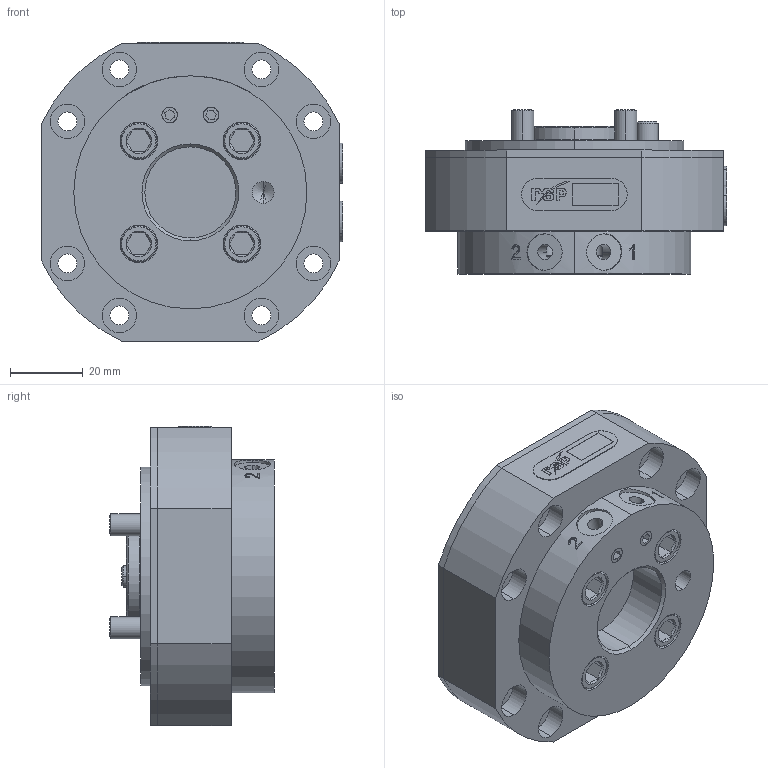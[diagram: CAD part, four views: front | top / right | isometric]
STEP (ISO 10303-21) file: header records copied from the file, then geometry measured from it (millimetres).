
FILE_DESCRIPTION (( 'STEP AP214' ), '1' );
FILE_NAME ('P0110B.STEP', '2024-09-26T09:46:18', ( '' ), ( '' ), 'SwSTEP 2.0', 'SolidWorks 2024', '' );
FILE_SCHEMA (( 'AUTOMOTIVE_DESIGN' ));
Length unit declared in the file: millimetre
Products named in the file (1): P0110B
Bounding box: 82.9 x 45.1 x 82.2 mm (x, y, z)
Volume: 173897 mm3; surface area: 64693.9 mm2
Topology: 29 solids, 29 shells, 709 faces, 1618 edges, 1011 vertices
Faces by surface type: cylinder 252, plane 230, cone 124, bspline 53, torus 50
Entity records: 22954 total; most frequent: CARTESIAN_POINT 6426, DIRECTION 3477, ORIENTED_EDGE 3224, EDGE_CURVE 1612, AXIS2_PLACEMENT_3D 1355, VERTEX_POINT 1011, EDGE_LOOP 835, LINE 767
